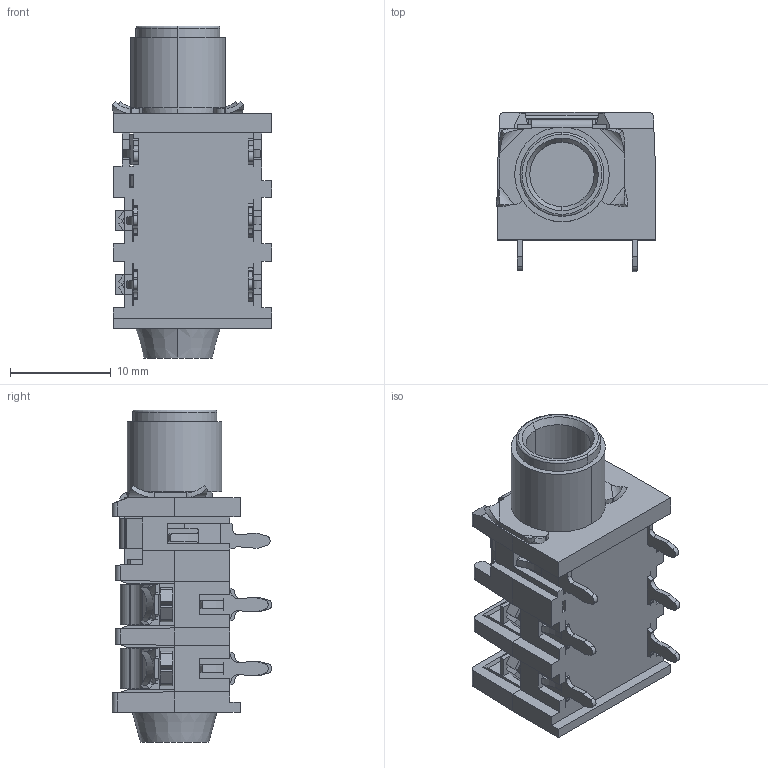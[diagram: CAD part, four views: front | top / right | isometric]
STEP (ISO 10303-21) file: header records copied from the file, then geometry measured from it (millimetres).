
FILE_DESCRIPTION((''),'2;1');
FILE_NAME('30010293','2023-02-13T16:03:31',('SYSTEM'),(''),'CREO PARAMETRIC BY PTC INC, 2021184','CREO PARAMETRIC BY PTC INC, 2021184','');
FILE_SCHEMA(('CONFIG_CONTROL_DESIGN'));
Length unit declared in the file: millimetre
Products named in the file (1): 30010293
Bounding box: 15.85 x 15.85 x 33 mm (x, y, z)
Volume: 3395.8 mm3; surface area: 3202.3 mm2
Topology: 1 solids, 1 shells, 558 faces, 1568 edges, 1012 vertices
Faces by surface type: plane 384, cylinder 130, bspline 30, cone 8, torus 4, extrusion 2
Entity records: 18814 total; most frequent: CARTESIAN_POINT 4514, ORIENTED_EDGE 3136, DIRECTION 2716, EDGE_CURVE 1568, VECTOR 1248, LINE 1246, VERTEX_POINT 1012, AXIS2_PLACEMENT_3D 734
